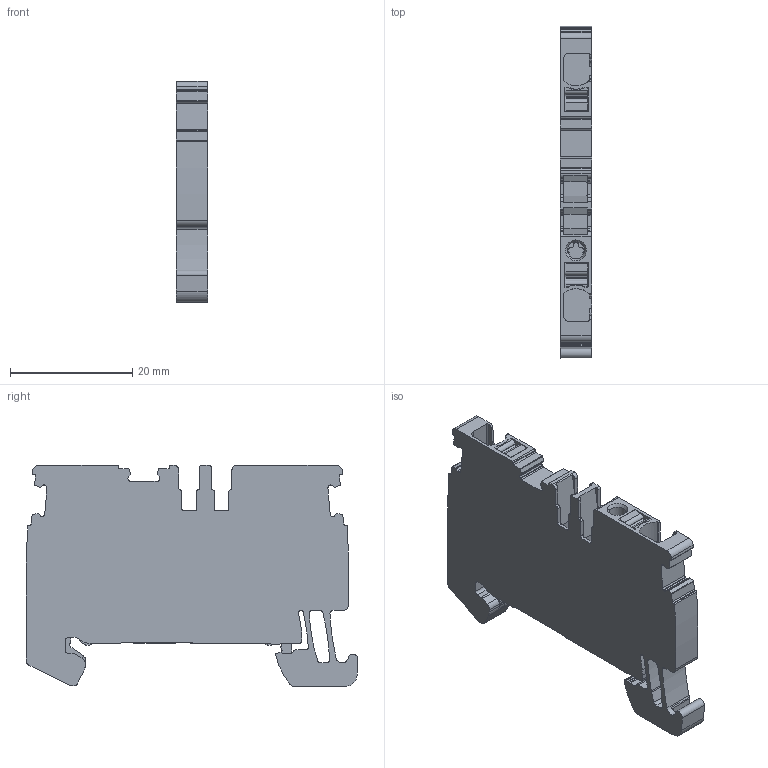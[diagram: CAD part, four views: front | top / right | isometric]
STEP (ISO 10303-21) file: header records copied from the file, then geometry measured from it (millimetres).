
FILE_DESCRIPTION(('CATIA V5 STEP Exchange','CAx-IF Rec.Pracs.--- Model Styling and Organization---1.4--- 2014-01-23'),'2;1');
FILE_NAME ('1146664-1_1', '2020-01-13T06:02:03+00:00', ('none'), ('Weidmueller'), 'CATIA Version 5-6 Release 2016 SP3 HF44', 'CATIA V5 STEP AP214', 'none');
FILE_SCHEMA(('AUTOMOTIVE_DESIGN { 1 0 10303 214 1 1 1 1 }'));
Length unit declared in the file: millimetre
Products named in the file (1): 2690460000_A2C_2-5_PE_WT
Bounding box: 5.1 x 54.24 x 36.15 mm (x, y, z)
Volume: 7034.8 mm3; surface area: 5252.4 mm2
Topology: 9 solids, 9 shells, 464 faces, 1440 edges, 999 vertices
Faces by surface type: plane 227, cylinder 199, extrusion 36, cone 2
Entity records: 16441 total; most frequent: CARTESIAN_POINT 3825, ORIENTED_EDGE 2880, DIRECTION 2138, EDGE_CURVE 1440, VERTEX_POINT 999, VECTOR 984, LINE 948, AXIS2_PLACEMENT_3D 775
